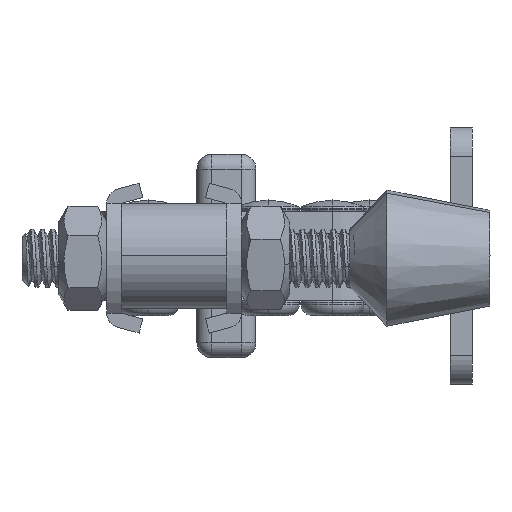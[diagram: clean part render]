
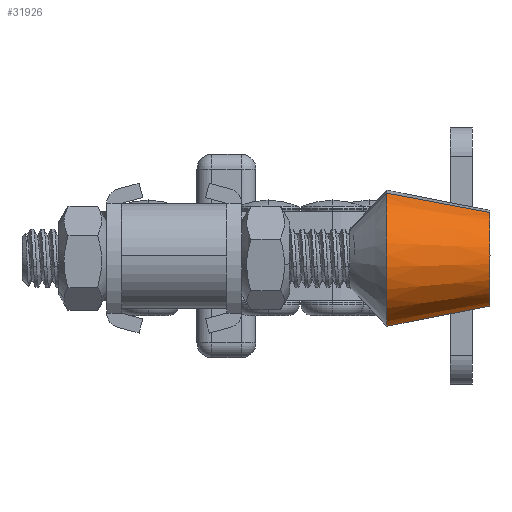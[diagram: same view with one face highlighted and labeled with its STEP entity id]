
A CAD part, left-side view. The second image highlights one B-rep face of the part: STEP entity #31926.
In plain terms, the highlighted conical face has half-angle 11.113 degrees and reference radius 9.25 mm.
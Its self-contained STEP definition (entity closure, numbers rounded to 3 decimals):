
#31925 = EDGE_CURVE ( 'NONE', #40966, #38859, #43324, .T. ) ;
#31926 = ADVANCED_FACE ( 'NONE', ( #43319 ), #43318, .T. ) ;
#31927 = EDGE_LOOP ( 'NONE', ( #31928, #31929, #31931, #31932 ) ) ;
#31928 = ORIENTED_EDGE ( 'NONE', *, *, #40965, .F. ) ;
#31929 = ORIENTED_EDGE ( 'NONE', *, *, #31930, .T. ) ;
#31930 = EDGE_CURVE ( 'NONE', #44402, #44403, #43317, .T. ) ;
#31931 = ORIENTED_EDGE ( 'NONE', *, *, #39691, .T. ) ;
#31932 = ORIENTED_EDGE ( 'NONE', *, *, #31925, .F. ) ;
#38859 = VERTEX_POINT ( 'NONE', #43838 ) ;
#39691 = EDGE_CURVE ( 'NONE', #44403, #38859, #43837, .T. ) ;
#40965 = EDGE_CURVE ( 'NONE', #44402, #40966, #43880, .T. ) ;
#40966 = VERTEX_POINT ( 'NONE', #43876 ) ;
#43309 = DIRECTION ( 'NONE',  ( 0., -1., 0. ) ) ;
#43310 = DIRECTION ( 'NONE',  ( 0., 0., 1. ) ) ;
#43311 = CARTESIAN_POINT ( 'NONE',  ( 0., 0., -8.5 ) ) ;
#43312 = AXIS2_PLACEMENT_3D ( 'NONE', #43311, #43310, #43309 ) ;
#43313 = DIRECTION ( 'NONE',  ( 0., -1., 0. ) ) ;
#43314 = DIRECTION ( 'NONE',  ( 0., 0., 1. ) ) ;
#43315 = CARTESIAN_POINT ( 'NONE',  ( 0., 0., 5.5 ) ) ;
#43316 = AXIS2_PLACEMENT_3D ( 'NONE', #43315, #43314, #43313 ) ;
#43317 = CIRCLE ( 'NONE', #43312, 6.5 ) ;
#43318 = CONICAL_SURFACE ( 'NONE', #43316, 9.25, 0.194 ) ;
#43319 = FACE_OUTER_BOUND ( 'NONE', #31927, .T. ) ;
#43320 = DIRECTION ( 'NONE',  ( 0., -1., 0. ) ) ;
#43321 = DIRECTION ( 'NONE',  ( 0., 0., 1. ) ) ;
#43322 = CARTESIAN_POINT ( 'NONE',  ( 0., 0., 5.5 ) ) ;
#43323 = AXIS2_PLACEMENT_3D ( 'NONE', #43322, #43321, #43320 ) ;
#43324 = CIRCLE ( 'NONE', #43323, 9.25 ) ;
#43834 = DIRECTION ( 'NONE',  ( 0., -0.193, 0.981 ) ) ;
#43835 = VECTOR ( 'NONE', #43834, 1000. ) ;
#43836 = CARTESIAN_POINT ( 'NONE',  ( 0., -9.25, 5.5 ) ) ;
#43837 = LINE ( 'NONE', #43836, #43835 ) ;
#43838 = CARTESIAN_POINT ( 'NONE',  ( 0., -9.25, 5.5 ) ) ;
#43872 = CARTESIAN_POINT ( 'NONE',  ( 0., -6.5, -8.5 ) ) ;
#43873 = CARTESIAN_POINT ( 'NONE',  ( 0., 6.5, -8.5 ) ) ;
#43876 = CARTESIAN_POINT ( 'NONE',  ( 0., 9.25, 5.5 ) ) ;
#43877 = DIRECTION ( 'NONE',  ( 0., 0.193, 0.981 ) ) ;
#43878 = VECTOR ( 'NONE', #43877, 1000. ) ;
#43879 = CARTESIAN_POINT ( 'NONE',  ( 0., 9.25, 5.5 ) ) ;
#43880 = LINE ( 'NONE', #43879, #43878 ) ;
#44402 = VERTEX_POINT ( 'NONE', #43873 ) ;
#44403 = VERTEX_POINT ( 'NONE', #43872 ) ;
